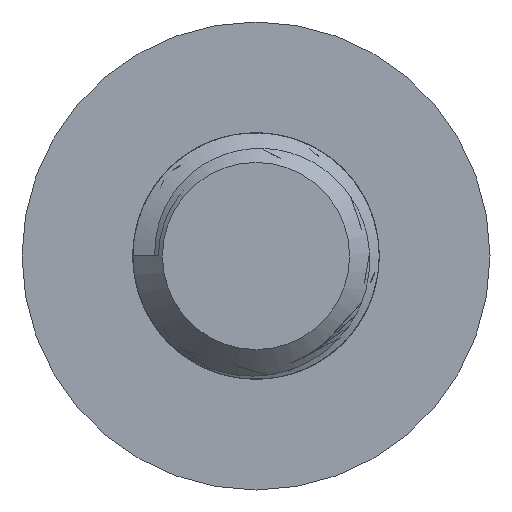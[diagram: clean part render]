
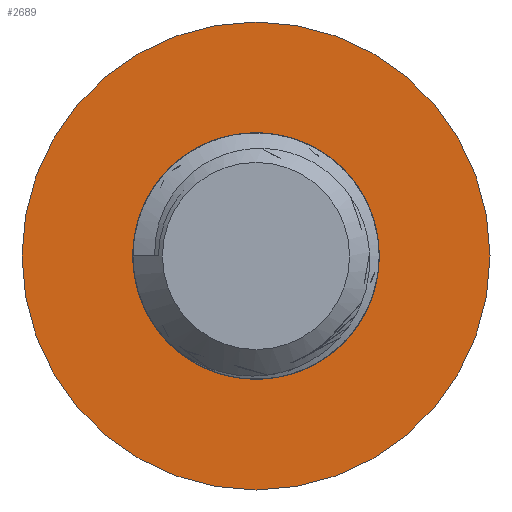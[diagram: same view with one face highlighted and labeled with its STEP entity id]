
A CAD part, left-side view. The second image highlights one B-rep face of the part: STEP entity #2689.
In plain terms, the highlighted face is planar.
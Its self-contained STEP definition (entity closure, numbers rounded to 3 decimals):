
#23=PLANE('',#2864);
#34=FACE_BOUND('',#469,.T.);
#43=CIRCLE('',#2784,2.5);
#46=CIRCLE('',#2850,4.75);
#55=CIRCLE('',#2865,1.98);
#185=B_SPLINE_CURVE_WITH_KNOTS('',3,(#10031,#10032,#10033,#10034,#10035,
#10036,#10037,#10038,#10039,#10040,#10041,#10042,#10043,#10044,#10045,#10046),
 .UNSPECIFIED.,.F.,.F.,(4,2,2,2,2,2,2,4),(-0.406,-0.334,
-0.266,-0.211,-0.156,-0.093,
-0.046,0.),.UNSPECIFIED.);
#186=B_SPLINE_CURVE_WITH_KNOTS('',3,(#10049,#10050,#10051,#10052,#10053,
#10054,#10055,#10056,#10057,#10058,#10059,#10060,#10061,#10062,#10063,#10064),
 .UNSPECIFIED.,.F.,.F.,(4,2,2,2,2,2,2,4),(-0.806,-0.702,
-0.589,-0.427,-0.288,-0.176,
-0.085,0.),.UNSPECIFIED.);
#318=FACE_OUTER_BOUND('',#468,.T.);
#468=EDGE_LOOP('',(#2119));
#469=EDGE_LOOP('',(#2120,#2121,#2122,#2123));
#1030=VERTEX_POINT('',#5204);
#1031=VERTEX_POINT('',#5217);
#1159=VERTEX_POINT('',#9924);
#1169=VERTEX_POINT('',#10030);
#1170=VERTEX_POINT('',#10047);
#1366=EDGE_CURVE('',#1030,#1031,#43,.T.);
#1557=EDGE_CURVE('',#1159,#1159,#46,.T.);
#1571=EDGE_CURVE('',#1030,#1169,#185,.T.);
#1572=EDGE_CURVE('',#1169,#1170,#55,.T.);
#1573=EDGE_CURVE('',#1170,#1031,#186,.T.);
#2119=ORIENTED_EDGE('',*,*,#1557,.F.);
#2120=ORIENTED_EDGE('',*,*,#1366,.F.);
#2121=ORIENTED_EDGE('',*,*,#1571,.T.);
#2122=ORIENTED_EDGE('',*,*,#1572,.T.);
#2123=ORIENTED_EDGE('',*,*,#1573,.T.);
#2689=ADVANCED_FACE('',(#318,#34),#23,.F.);
#2784=AXIS2_PLACEMENT_3D('',#5218,#3075,#3076);
#2850=AXIS2_PLACEMENT_3D('',#9926,#3269,#3270);
#2864=AXIS2_PLACEMENT_3D('',#10029,#3299,#3300);
#2865=AXIS2_PLACEMENT_3D('',#10048,#3301,#3302);
#3075=DIRECTION('center_axis',(0.,0.,-1.));
#3076=DIRECTION('ref_axis',(1.,0.,0.));
#3269=DIRECTION('center_axis',(0.,0.,1.));
#3270=DIRECTION('ref_axis',(1.,0.,0.));
#3299=DIRECTION('center_axis',(0.,0.,1.));
#3300=DIRECTION('ref_axis',(1.,0.,0.));
#3301=DIRECTION('center_axis',(0.,0.,1.));
#3302=DIRECTION('ref_axis',(0.,1.,0.));
#5204=CARTESIAN_POINT('',(2.5,0.,-2.75));
#5217=CARTESIAN_POINT('',(1.752,-1.784,-2.75));
#5218=CARTESIAN_POINT('Origin',(0.,0.,-2.75));
#9924=CARTESIAN_POINT('',(-4.75,0.,-2.75));
#9926=CARTESIAN_POINT('Origin',(0.,0.,-2.75));
#10029=CARTESIAN_POINT('Origin',(0.,-4.75,-2.75));
#10030=CARTESIAN_POINT('',(-1.388,1.413,-2.75));
#10031=CARTESIAN_POINT('Ctrl Pts',(2.5,0.,-2.75));
#10032=CARTESIAN_POINT('Ctrl Pts',(2.475,0.271,-2.75));
#10033=CARTESIAN_POINT('Ctrl Pts',(2.406,0.535,-2.75));
#10034=CARTESIAN_POINT('Ctrl Pts',(2.193,1.013,-2.75));
#10035=CARTESIAN_POINT('Ctrl Pts',(2.029,1.292,-2.75));
#10036=CARTESIAN_POINT('Ctrl Pts',(1.547,1.749,-2.75));
#10037=CARTESIAN_POINT('Ctrl Pts',(1.292,1.91,-2.75));
#10038=CARTESIAN_POINT('Ctrl Pts',(0.732,2.122,-2.75));
#10039=CARTESIAN_POINT('Ctrl Pts',(0.434,2.172,-2.75));
#10040=CARTESIAN_POINT('Ctrl Pts',(-0.208,2.151,
-2.75));
#10041=CARTESIAN_POINT('Ctrl Pts',(-0.468,2.065,
-2.75));
#10042=CARTESIAN_POINT('Ctrl Pts',(-0.801,1.912,
-2.75));
#10043=CARTESIAN_POINT('Ctrl Pts',(-0.936,1.831,-2.75));
#10044=CARTESIAN_POINT('Ctrl Pts',(-1.181,1.64,-2.75));
#10045=CARTESIAN_POINT('Ctrl Pts',(-1.291,1.532,-2.75));
#10046=CARTESIAN_POINT('Ctrl Pts',(-1.388,1.413,-2.75));
#10047=CARTESIAN_POINT('',(-1.98,0.,-2.75));
#10048=CARTESIAN_POINT('Origin',(0.,0.,
-2.75));
#10049=CARTESIAN_POINT('Ctrl Pts',(-1.98,0.,
-2.75));
#10050=CARTESIAN_POINT('Ctrl Pts',(-1.998,-0.152,
-2.75));
#10051=CARTESIAN_POINT('Ctrl Pts',(-1.998,-0.306,
-2.75));
#10052=CARTESIAN_POINT('Ctrl Pts',(-1.961,-0.622,
-2.75));
#10053=CARTESIAN_POINT('Ctrl Pts',(-1.921,-0.784,
-2.75));
#10054=CARTESIAN_POINT('Ctrl Pts',(-1.775,-1.162,-2.75));
#10055=CARTESIAN_POINT('Ctrl Pts',(-1.629,-1.419,
-2.75));
#10056=CARTESIAN_POINT('Ctrl Pts',(-1.212,-1.855,-2.75));
#10057=CARTESIAN_POINT('Ctrl Pts',(-0.984,-2.018,
-2.75));
#10058=CARTESIAN_POINT('Ctrl Pts',(-0.528,-2.227,
-2.75));
#10059=CARTESIAN_POINT('Ctrl Pts',(-0.247,-2.322,
-2.75));
#10060=CARTESIAN_POINT('Ctrl Pts',(0.427,-2.345,
-2.75));
#10061=CARTESIAN_POINT('Ctrl Pts',(0.728,-2.299,
-2.75));
#10062=CARTESIAN_POINT('Ctrl Pts',(1.281,-2.105,-2.75));
#10063=CARTESIAN_POINT('Ctrl Pts',(1.531,-1.965,-2.75));
#10064=CARTESIAN_POINT('Ctrl Pts',(1.752,-1.784,-2.75));
